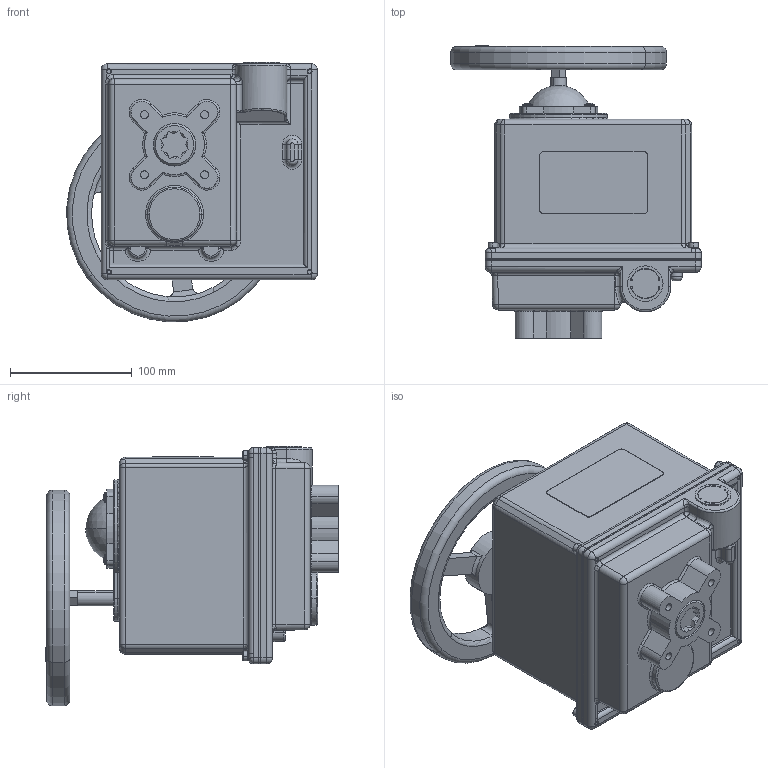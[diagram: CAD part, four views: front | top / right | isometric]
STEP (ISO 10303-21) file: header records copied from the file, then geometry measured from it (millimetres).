
FILE_DESCRIPTION (( 'STEP AP214' ), '1' );
FILE_NAME ('M Series Nema 4.STEP', '2014-05-09T14:17:41', ( 'Owner' ), ( '' ), 'SwSTEP 2.0', 'SolidWorks 2014', '' );
FILE_SCHEMA (( 'AUTOMOTIVE_DESIGN' ));
Length unit declared in the file: inch
Products named in the file (1): M Series Nema 4
Bounding box: 206.17 x 240.72 x 213.66 mm (x, y, z)
Volume: 1830194.6 mm3; surface area: 483792.1 mm2
Topology: 38 solids, 39 shells, 2187 faces, 5685 edges, 3584 vertices
Faces by surface type: cylinder 1225, plane 465, cone 198, bspline 128, torus 124, sphere 47
Entity records: 97874 total; most frequent: CARTESIAN_POINT 47523, ORIENTED_EDGE 11278, DIRECTION 8949, EDGE_CURVE 5639, VERTEX_POINT 3584, AXIS2_PLACEMENT_3D 3402, EDGE_LOOP 2275, ADVANCED_FACE 2187
